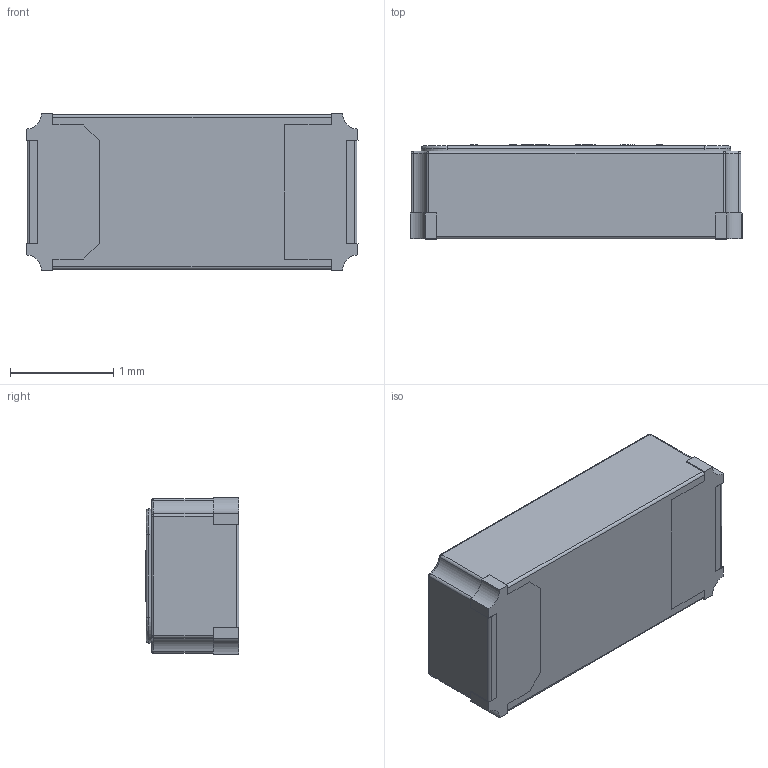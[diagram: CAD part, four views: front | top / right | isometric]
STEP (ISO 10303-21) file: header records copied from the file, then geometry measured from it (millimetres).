
FILE_DESCRIPTION(('CAx-IF Rec.Pracs.---Model Styling and Organization---1.5---2016-08-15','CAx-IF Rec.Pracs.---Geometric and Assembly Validation Properties---4.4---2016-08-17','CAx-IF Rec.Pracs.---User Defined Attributes---1.5---2016-08-15','CAx-IF Rec.Pracs.---External References---2.1---2005-01-19'),'2;1');
FILE_NAME('LSE_3.2x1.5mm.stp','2020-07-19T00:28:30',('Unspecified'),('Unspecified'),'CAD Exchanger 3.8.1 (cadexchanger.com)','Unspecified','');
FILE_SCHEMA(('AUTOMOTIVE_DESIGN { 1 0 10303 214 1 1 1 1 }'));
Length unit declared in the file: millimetre
Products named in the file (5): User Library-ABS07; ABS07 Body_2; ABS07 Body2_2; ABS07 Beschriftung_2; ABS07 Pads_2
Assembly tree (4 placements, depth 2):
  User Library-ABS07
    ABS07 Body_2
    ABS07 Body2_2
    ABS07 Beschriftung_2
    ABS07 Pads_2
Bounding box: 3.22 x 0.91 x 1.52 mm (x, y, z)
Volume: 4.2 mm3; surface area: 33.5 mm2
Topology: 4 solids, 4 shells, 384 faces, 1052 edges, 688 vertices
Faces by surface type: bspline 186, plane 154, cylinder 44
Entity records: 15515 total; most frequent: CARTESIAN_POINT 3921, ORIENTED_EDGE 2096, DIRECTION 1220, EDGE_CURVE 1048, VERTEX_POINT 688, LINE 586, VECTOR 586, FACE_BOUND 408
